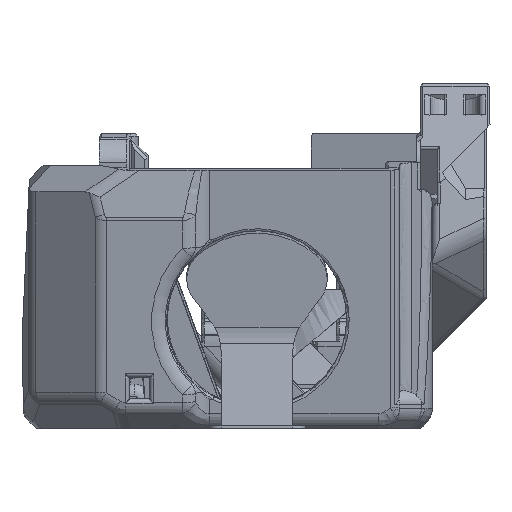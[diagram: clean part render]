
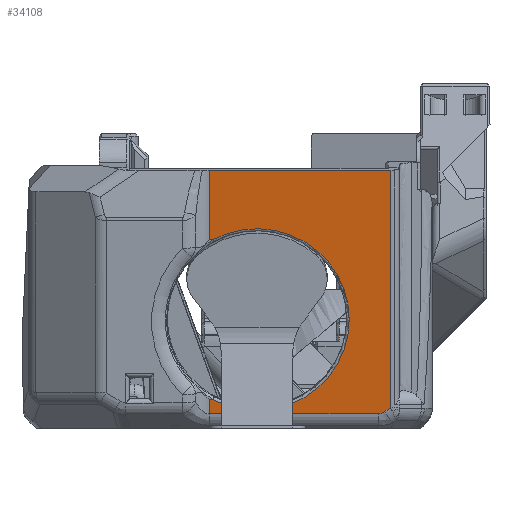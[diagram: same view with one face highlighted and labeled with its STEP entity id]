
A CAD part, left-side view. The second image highlights one B-rep face of the part: STEP entity #34108.
In plain terms, the highlighted planar face has unit normal (-0.985, 0, -0.174).
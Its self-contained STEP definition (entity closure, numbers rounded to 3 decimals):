
#308=CIRCLE('',#36000,14.4);
#2264=B_SPLINE_CURVE_WITH_KNOTS('',3,(#59570,#59571,#59572,#59573),
 .UNSPECIFIED.,.F.,.F.,(4,4),(0.001,0.001),
 .UNSPECIFIED.);
#2286=B_SPLINE_CURVE_WITH_KNOTS('',3,(#60118,#60119,#60120,#60121),
 .UNSPECIFIED.,.F.,.F.,(4,4),(0.001,0.001),
 .UNSPECIFIED.);
#2819=ELLIPSE('',#36784,3.203,2.);
#8201=ORIENTED_EDGE('',*,*,#16204,.T.);
#8202=ORIENTED_EDGE('',*,*,#14823,.T.);
#8203=ORIENTED_EDGE('',*,*,#16400,.T.);
#8204=ORIENTED_EDGE('',*,*,#16401,.T.);
#8205=ORIENTED_EDGE('',*,*,#16402,.T.);
#8206=ORIENTED_EDGE('',*,*,#16403,.F.);
#8207=ORIENTED_EDGE('',*,*,#16404,.F.);
#8208=ORIENTED_EDGE('',*,*,#16405,.F.);
#8209=ORIENTED_EDGE('',*,*,#16187,.F.);
#8210=ORIENTED_EDGE('',*,*,#16202,.T.);
#14823=EDGE_CURVE('',#19567,#19568,#308,.T.);
#16187=EDGE_CURVE('',#20499,#20500,#23368,.T.);
#16202=EDGE_CURVE('',#20499,#20509,#23376,.F.);
#16204=EDGE_CURVE('',#20509,#19567,#2264,.F.);
#16400=EDGE_CURVE('',#19568,#20636,#2286,.T.);
#16401=EDGE_CURVE('',#20636,#20637,#23492,.F.);
#16402=EDGE_CURVE('',#20637,#20638,#23493,.T.);
#16403=EDGE_CURVE('',#20639,#20638,#2819,.F.);
#16404=EDGE_CURVE('',#20640,#20639,#23494,.T.);
#16405=EDGE_CURVE('',#20500,#20640,#23495,.F.);
#19567=VERTEX_POINT('',#52759);
#19568=VERTEX_POINT('',#52760);
#20499=VERTEX_POINT('',#59504);
#20500=VERTEX_POINT('',#59506);
#20509=VERTEX_POINT('',#59542);
#20636=VERTEX_POINT('',#60122);
#20637=VERTEX_POINT('',#60124);
#20638=VERTEX_POINT('',#60126);
#20639=VERTEX_POINT('',#60128);
#20640=VERTEX_POINT('',#60130);
#23368=LINE('',#59505,#26393);
#23376=LINE('',#59543,#26401);
#23492=LINE('',#60123,#26517);
#23493=LINE('',#60125,#26518);
#23494=LINE('',#60129,#26519);
#23495=LINE('',#60131,#26520);
#26393=VECTOR('',#42540,1000.);
#26401=VECTOR('',#42566,1000.);
#26517=VECTOR('',#42904,1000.);
#26518=VECTOR('',#42905,1000.);
#26519=VECTOR('',#42908,1000.);
#26520=VECTOR('',#42909,1000.);
#28923=EDGE_LOOP('',(#8201,#8202,#8203,#8204,#8205,#8206,#8207,#8208,#8209,
#8210));
#31010=FACE_BOUND('',#28923,.T.);
#32566=PLANE('',#36783);
#34108=ADVANCED_FACE('',(#31010),#32566,.F.);
#36000=AXIS2_PLACEMENT_3D('',#52758,#40541,#40542);
#36783=AXIS2_PLACEMENT_3D('',#60117,#42902,#42903);
#36784=AXIS2_PLACEMENT_3D('',#60127,#42906,#42907);
#40541=DIRECTION('',(0.985,0.,0.174));
#40542=DIRECTION('',(0.174,0.,-0.985));
#42540=DIRECTION('',(0.,-1.,0.));
#42566=DIRECTION('',(-0.174,0.,0.985));
#42902=DIRECTION('',(0.985,0.,0.174));
#42903=DIRECTION('',(-0.174,0.,0.985));
#42904=DIRECTION('',(-0.174,0.,0.985));
#42905=DIRECTION('',(0.,-1.,0.));
#42906=DIRECTION('',(-0.985,0.,-0.174));
#42907=DIRECTION('',(-0.165,-0.304,0.938));
#42908=DIRECTION('',(0.097,0.829,-0.551));
#42909=DIRECTION('',(-0.174,0.,0.985));
#52758=CARTESIAN_POINT('',(-30.458,4.853,16.973));
#52759=CARTESIAN_POINT('',(-32.651,11.767,29.413));
#52760=CARTESIAN_POINT('',(-28.264,11.767,4.533));
#59504=CARTESIAN_POINT('',(-34.572,12.27,40.304));
#59505=CARTESIAN_POINT('',(-34.572,24.853,40.304));
#59506=CARTESIAN_POINT('',(-34.572,-16.002,40.304));
#59542=CARTESIAN_POINT('',(-32.66,12.27,29.463));
#59543=CARTESIAN_POINT('',(-31.185,12.27,21.099));
#59570=CARTESIAN_POINT('',(-32.651,11.767,29.413));
#59571=CARTESIAN_POINT('',(-32.654,11.935,29.425));
#59572=CARTESIAN_POINT('',(-32.657,12.103,29.442));
#59573=CARTESIAN_POINT('',(-32.66,12.27,29.463));
#60117=CARTESIAN_POINT('',(-31.185,24.853,21.099));
#60118=CARTESIAN_POINT('',(-28.264,11.767,4.533));
#60119=CARTESIAN_POINT('',(-28.262,11.935,4.52));
#60120=CARTESIAN_POINT('',(-28.259,12.103,4.503));
#60121=CARTESIAN_POINT('',(-28.255,12.27,4.482));
#60122=CARTESIAN_POINT('',(-28.255,12.27,4.482));
#60123=CARTESIAN_POINT('',(-31.185,12.27,21.099));
#60124=CARTESIAN_POINT('',(-27.864,12.27,2.262));
#60125=CARTESIAN_POINT('',(-27.864,-14.655,2.262));
#60126=CARTESIAN_POINT('',(-27.864,-14.07,2.262));
#60127=CARTESIAN_POINT('',(-28.404,-14.652,5.326));
#60128=CARTESIAN_POINT('',(-27.923,-15.07,2.597));
#60129=CARTESIAN_POINT('',(-27.821,-14.199,2.018));
#60130=CARTESIAN_POINT('',(-28.032,-16.002,3.216));
#60131=CARTESIAN_POINT('',(-7.663,-16.002,-112.301));
